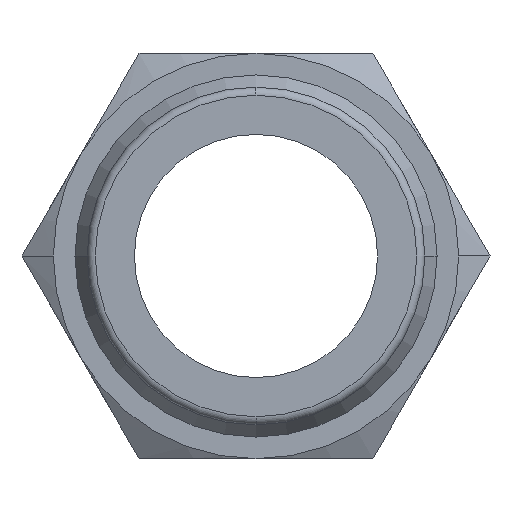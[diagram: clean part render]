
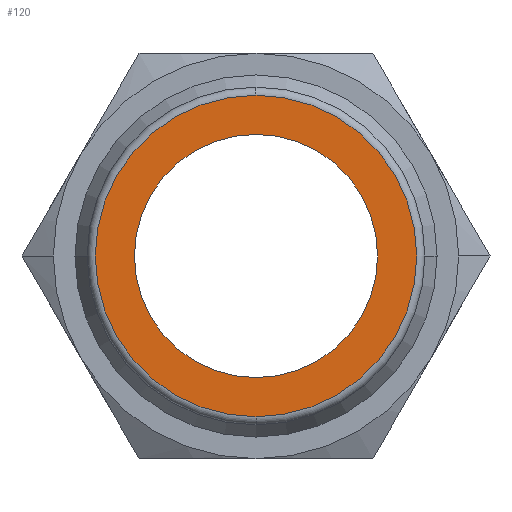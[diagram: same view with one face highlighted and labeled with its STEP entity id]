
A CAD part, front view. The second image highlights one B-rep face of the part: STEP entity #120.
In plain terms, the highlighted planar face has unit normal (0, -1, 0).
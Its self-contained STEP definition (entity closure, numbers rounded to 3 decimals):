
#120=ADVANCED_FACE('',(#255,#256),#257,.T.);
#255=FACE_BOUND('',#404,.T.);
#256=FACE_OUTER_BOUND('',#405,.T.);
#257=PLANE('',#406);
#404=EDGE_LOOP('',(#664,#665));
#405=EDGE_LOOP('',(#666,#667,#668));
#406=AXIS2_PLACEMENT_3D('',#669,#670,#671);
#664=ORIENTED_EDGE('',*,*,#868,.T.);
#665=ORIENTED_EDGE('',*,*,#924,.T.);
#666=ORIENTED_EDGE('',*,*,#951,.F.);
#667=ORIENTED_EDGE('',*,*,#952,.F.);
#668=ORIENTED_EDGE('',*,*,#953,.F.);
#669=CARTESIAN_POINT('',(2.975,0.0,0.0));
#670=DIRECTION('',(-0.0,-1.0,-0.0));
#671=DIRECTION('',(-1.0,0.0,0.0));
#868=EDGE_CURVE('',#1026,#1024,#1027,.T.);
#924=EDGE_CURVE('',#1024,#1026,#1111,.T.);
#951=EDGE_CURVE('',#1146,#1147,#1148,.T.);
#952=EDGE_CURVE('',#1149,#1146,#1150,.T.);
#953=EDGE_CURVE('',#1147,#1149,#1151,.T.);
#1024=VERTEX_POINT('',#1252);
#1026=VERTEX_POINT('',#1255);
#1027=CIRCLE('',#1256,4.5);
#1111=CIRCLE('',#1463,4.5);
#1146=VERTEX_POINT('',#1590);
#1147=VERTEX_POINT('',#1591);
#1148=CIRCLE('',#1592,5.95);
#1149=VERTEX_POINT('',#1593);
#1150=CIRCLE('',#1594,5.95);
#1151=CIRCLE('',#1595,5.95);
#1252=CARTESIAN_POINT('',(4.5,0.0,0.));
#1255=CARTESIAN_POINT('',(-4.5,0.0,0.));
#1256=AXIS2_PLACEMENT_3D('',#1713,#1714,#1715);
#1463=AXIS2_PLACEMENT_3D('',#1783,#1784,#1785);
#1590=CARTESIAN_POINT('',(5.95,0.0,0.0));
#1591=CARTESIAN_POINT('',(0.,0.0,-5.95));
#1592=AXIS2_PLACEMENT_3D('',#1808,#1809,#1810);
#1593=CARTESIAN_POINT('',(0.,0.0,5.95));
#1594=AXIS2_PLACEMENT_3D('',#1811,#1812,#1813);
#1595=AXIS2_PLACEMENT_3D('',#1814,#1815,#1816);
#1713=CARTESIAN_POINT('',(0.0,0.0,0.0));
#1714=DIRECTION('',(-0.0,1.0,0.0));
#1715=DIRECTION('',(1.0,0.0,0.0));
#1783=CARTESIAN_POINT('',(0.0,0.0,0.0));
#1784=DIRECTION('',(-0.0,1.0,0.0));
#1785=DIRECTION('',(1.0,0.0,0.0));
#1808=CARTESIAN_POINT('',(0.0,0.0,0.0));
#1809=DIRECTION('',(-0.0,1.0,0.0));
#1810=DIRECTION('',(1.0,0.0,0.0));
#1811=CARTESIAN_POINT('',(0.0,0.0,0.0));
#1812=DIRECTION('',(-0.0,1.0,0.0));
#1813=DIRECTION('',(1.0,0.0,0.0));
#1814=CARTESIAN_POINT('',(0.0,0.0,0.0));
#1815=DIRECTION('',(-0.0,1.0,0.0));
#1816=DIRECTION('',(1.0,0.0,0.0));
